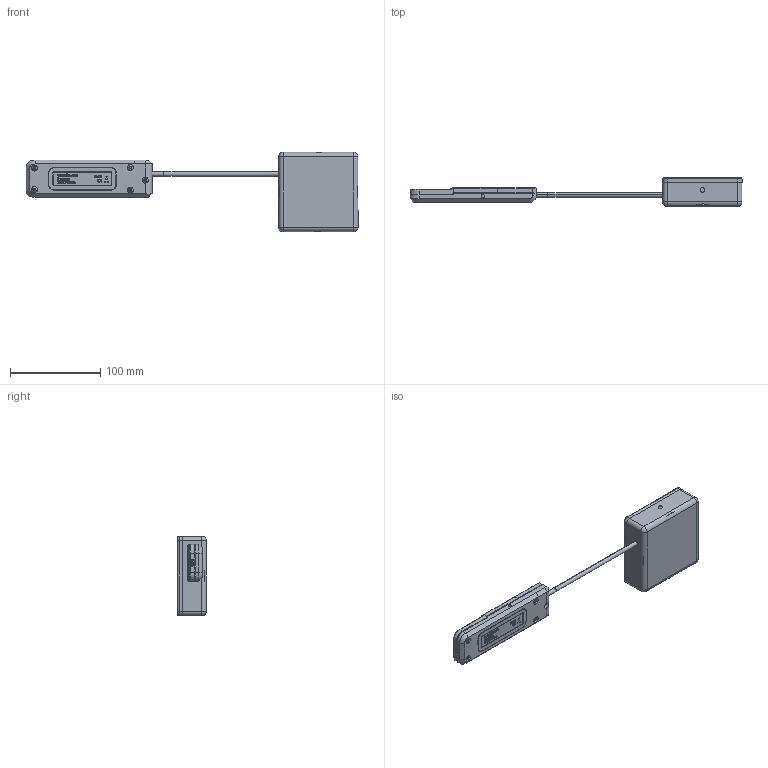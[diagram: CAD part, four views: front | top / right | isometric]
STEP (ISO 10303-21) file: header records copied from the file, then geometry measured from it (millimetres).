
FILE_DESCRIPTION (( 'STEP AP214' ), '1' );
FILE_NAME ('SK-9758 PRONTO-500-IPL.STEP', '2017-11-13T19:16:51', ( '' ), ( '' ), 'SwSTEP 2.0', 'SolidWorks 2016', '' );
FILE_SCHEMA (( 'AUTOMOTIVE_DESIGN' ));
Length unit declared in the file: millimetre
Products named in the file (1): SK-9758 PRONTO-500-IPL
Bounding box: 368.53 x 32.16 x 88 mm (x, y, z)
Volume: 331262.9 mm3; surface area: 66356.2 mm2
Topology: 12 solids, 21 shells, 4674 faces, 13403 edges, 8846 vertices
Faces by surface type: plane 4046, cylinder 404, cone 154, bspline 37, torus 28, sphere 5
Entity records: 215364 total; most frequent: CARTESIAN_POINT 42312, ORIENTED_EDGE 26744, DIRECTION 22941, EDGE_CURVE 13372, LINE 12037, VECTOR 12037, VERTEX_POINT 8844, AXIS2_PLACEMENT_3D 5452
